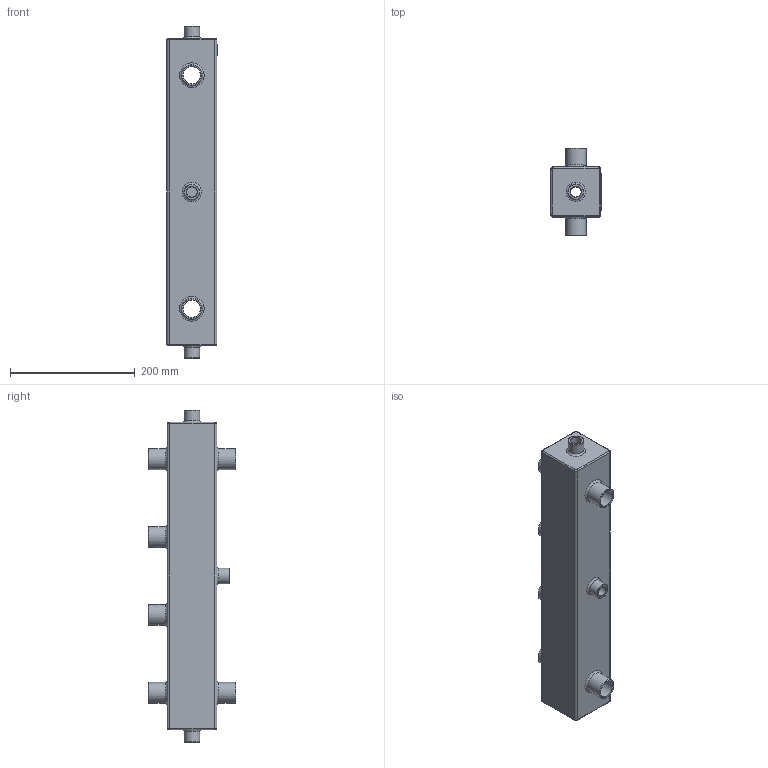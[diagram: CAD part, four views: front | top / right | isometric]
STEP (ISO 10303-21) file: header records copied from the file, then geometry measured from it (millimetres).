
FILE_DESCRIPTION(('STEP AP203'), '1');
FILE_NAME('TGRSS-60-25x2.18', '', ('UNSPECIFIED'), ('UNSPECIFIED'), 'ASCON STEP Converter 1.6', 'ASCON Math Kernel', '');
FILE_SCHEMA(('CONFIG_CONTROL_DESIGN'));
Length unit declared in the file: millimetre
Bounding box: 80.55 x 140 x 533 mm (x, y, z)
Volume: 386010.7 mm3; surface area: 359381 mm2
Topology: 1 solids, 1 shells, 387 faces, 1012 edges, 659 vertices
Faces by surface type: bspline 171, plane 118, cylinder 48, cone 33, torus 17
Full cylindrical faces by diameter (mm): 17.071 x3, 24 x3, 25 x3, 27.5 x6, 30 x6, 33.5 x6
Entity records: 18748 total; most frequent: CARTESIAN_POINT 7667, ORIENTED_EDGE 1886, DIRECTION 1048, EDGE_CURVE 943, VERTEX_POINT 659, EDGE_LOOP 504, B_SPLINE_CURVE_WITH_KNOTS 484, COLOUR_RGB 388
